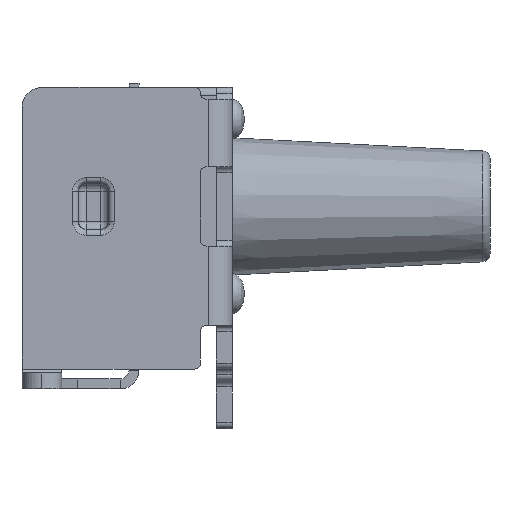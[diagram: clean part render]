
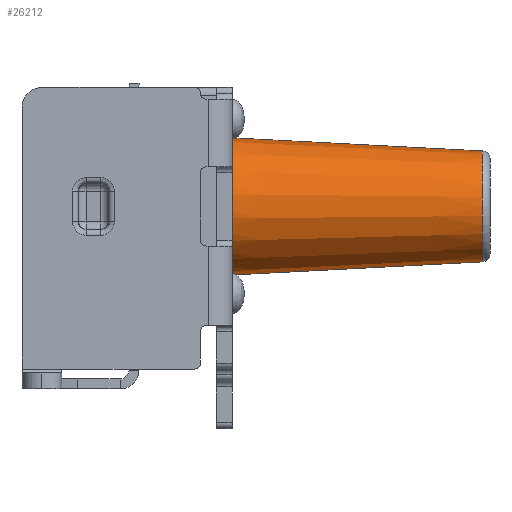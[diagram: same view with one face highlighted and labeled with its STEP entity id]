
A CAD part, left-side view. The second image highlights one B-rep face of the part: STEP entity #26212.
In plain terms, the highlighted conical face has half-angle 3 degrees and reference radius 1.75 mm.
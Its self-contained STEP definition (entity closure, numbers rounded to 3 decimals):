
#709 = CARTESIAN_POINT ( 'NONE',  ( 0., -4.9, -1.25 ) ) ;
#1143 = CARTESIAN_POINT ( 'NONE',  ( 0., -4.9, -4.75 ) ) ;
#1287 = EDGE_CURVE ( 'NONE', #20109, #26302, #26634, .T. ) ;
#3519 = CARTESIAN_POINT ( 'NONE',  ( 0., -4.9, -3. ) ) ;
#3638 = DIRECTION ( 'NONE',  ( 0., 0., 1. ) ) ;
#4570 = LINE ( 'NONE', #6550, #9896 ) ;
#5654 = DIRECTION ( 'NONE',  ( 0., 0., -1. ) ) ;
#6550 = CARTESIAN_POINT ( 'NONE',  ( 0., -4.9, -4.75 ) ) ;
#6659 = DIRECTION ( 'NONE',  ( 0., 0., -1. ) ) ;
#6714 = CARTESIAN_POINT ( 'NONE',  ( 0., -11.61, -1.602 ) ) ;
#6859 = VERTEX_POINT ( 'NONE', #6714 ) ;
#7006 = CARTESIAN_POINT ( 'NONE',  ( 0., -4.9, -3. ) ) ;
#7868 = AXIS2_PLACEMENT_3D ( 'NONE', #28936, #21274, #3638 ) ;
#7976 = ORIENTED_EDGE ( 'NONE', *, *, #24701, .T. ) ;
#9340 = FACE_OUTER_BOUND ( 'NONE', #11104, .T. ) ;
#9896 = VECTOR ( 'NONE', #30022, 1000. ) ;
#10235 = ORIENTED_EDGE ( 'NONE', *, *, #20794, .F. ) ;
#10340 = VECTOR ( 'NONE', #10525, 1000. ) ;
#10525 = DIRECTION ( 'NONE',  ( 0., 0.999, 0.052 ) ) ;
#11104 = EDGE_LOOP ( 'NONE', ( #26620, #7976, #20664, #10235 ) ) ;
#13158 = CARTESIAN_POINT ( 'NONE',  ( 0., -4.9, -1.25 ) ) ;
#13627 = AXIS2_PLACEMENT_3D ( 'NONE', #7006, #29975, #6659 ) ;
#16095 = CARTESIAN_POINT ( 'NONE',  ( 0., -11.61, -4.398 ) ) ;
#17910 = CONICAL_SURFACE ( 'NONE', #13627, 1.75, 0.052 ) ;
#20109 = VERTEX_POINT ( 'NONE', #709 ) ;
#20341 = VERTEX_POINT ( 'NONE', #16095 ) ;
#20664 = ORIENTED_EDGE ( 'NONE', *, *, #1287, .T. ) ;
#20794 = EDGE_CURVE ( 'NONE', #20341, #26302, #4570, .T. ) ;
#21274 = DIRECTION ( 'NONE',  ( 0., 1., 0. ) ) ;
#22895 = AXIS2_PLACEMENT_3D ( 'NONE', #3519, #28827, #5654 ) ;
#24701 = EDGE_CURVE ( 'NONE', #6859, #20109, #31164, .T. ) ;
#26212 = ADVANCED_FACE ( 'NONE', ( #9340 ), #17910, .T. ) ;
#26302 = VERTEX_POINT ( 'NONE', #1143 ) ;
#26620 = ORIENTED_EDGE ( 'NONE', *, *, #28348, .T. ) ;
#26634 = CIRCLE ( 'NONE', #22895, 1.75 ) ;
#28348 = EDGE_CURVE ( 'NONE', #20341, #6859, #30214, .T. ) ;
#28827 = DIRECTION ( 'NONE',  ( 0., -1., 0. ) ) ;
#28936 = CARTESIAN_POINT ( 'NONE',  ( 0., -11.61, -3. ) ) ;
#29975 = DIRECTION ( 'NONE',  ( 0., 1., 0. ) ) ;
#30022 = DIRECTION ( 'NONE',  ( 0., 0.999, -0.052 ) ) ;
#30214 = CIRCLE ( 'NONE', #7868, 1.398 ) ;
#31164 = LINE ( 'NONE', #13158, #10340 ) ;
